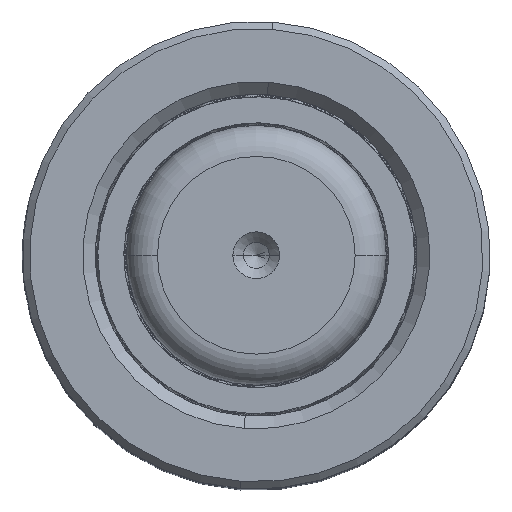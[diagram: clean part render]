
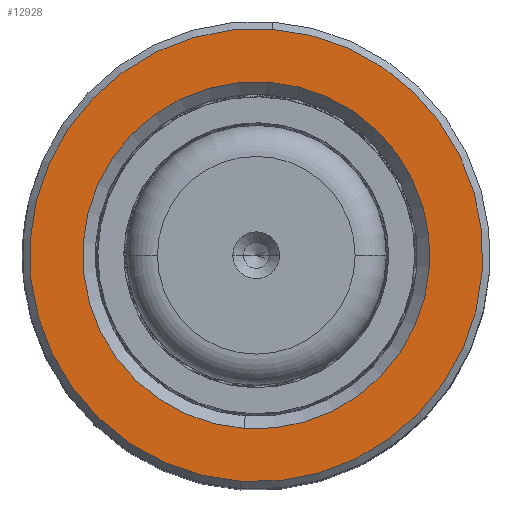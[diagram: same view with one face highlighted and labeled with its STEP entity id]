
A CAD part, top view. The second image highlights one B-rep face of the part: STEP entity #12928.
In plain terms, the highlighted planar face has unit normal (0, 0, 1).
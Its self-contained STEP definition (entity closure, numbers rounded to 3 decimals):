
#1914 = ORIENTED_EDGE ( 'NONE', *, *, #27273, .T. ) ;
#3252 = AXIS2_PLACEMENT_3D ( 'NONE', #42993, #24099, #8515 ) ;
#5249 = CARTESIAN_POINT ( 'NONE',  ( 0., 0., 80. ) ) ;
#5475 = CARTESIAN_POINT ( 'NONE',  ( 16.7, 0., 80. ) ) ;
#6095 = VERTEX_POINT ( 'NONE', #13552 ) ;
#7887 = CIRCLE ( 'NONE', #48131, 21.8 ) ;
#8047 = VERTEX_POINT ( 'NONE', #23773 ) ;
#8515 = DIRECTION ( 'NONE',  ( 1., 0., 0. ) ) ;
#9258 = CARTESIAN_POINT ( 'NONE',  ( 0., 0., 80. ) ) ;
#10936 = VERTEX_POINT ( 'NONE', #18987 ) ;
#12928 = ADVANCED_FACE ( 'NONE', ( #19692, #38664 ), #32093, .T. ) ;
#13552 = CARTESIAN_POINT ( 'NONE',  ( -16.7, 0., 80. ) ) ;
#14050 = CIRCLE ( 'NONE', #31939, 16.7 ) ;
#16341 = ORIENTED_EDGE ( 'NONE', *, *, #31674, .T. ) ;
#17354 = DIRECTION ( 'NONE',  ( 0., 0., 1. ) ) ;
#18987 = CARTESIAN_POINT ( 'NONE',  ( 21.8, 0., 80. ) ) ;
#19692 = FACE_OUTER_BOUND ( 'NONE', #38498, .T. ) ;
#21041 = DIRECTION ( 'NONE',  ( 0., 0., 1. ) ) ;
#21735 = VERTEX_POINT ( 'NONE', #5475 ) ;
#22541 = CARTESIAN_POINT ( 'NONE',  ( 0., 0., 80. ) ) ;
#23773 = CARTESIAN_POINT ( 'NONE',  ( -21.8, 0., 80. ) ) ;
#24099 = DIRECTION ( 'NONE',  ( 0., 0., -1. ) ) ;
#24546 = DIRECTION ( 'NONE',  ( 1., 0., 0. ) ) ;
#25148 = EDGE_CURVE ( 'NONE', #6095, #21735, #14050, .T. ) ;
#25635 = EDGE_LOOP ( 'NONE', ( #16341, #40061 ) ) ;
#27036 = CIRCLE ( 'NONE', #42241, 21.8 ) ;
#27273 = EDGE_CURVE ( 'NONE', #10936, #8047, #27036, .T. ) ;
#28345 = DIRECTION ( 'NONE',  ( 0., 0., -1. ) ) ;
#30038 = DIRECTION ( 'NONE',  ( 1., 0., 0. ) ) ;
#31674 = EDGE_CURVE ( 'NONE', #21735, #6095, #40547, .T. ) ;
#31939 = AXIS2_PLACEMENT_3D ( 'NONE', #9258, #28345, #24546 ) ;
#32093 = PLANE ( 'NONE',  #39422 ) ;
#33477 = EDGE_CURVE ( 'NONE', #8047, #10936, #7887, .T. ) ;
#38498 = EDGE_LOOP ( 'NONE', ( #45741, #1914 ) ) ;
#38664 = FACE_BOUND ( 'NONE', #25635, .T. ) ;
#39422 = AXIS2_PLACEMENT_3D ( 'NONE', #39881, #17354, #47564 ) ;
#39881 = CARTESIAN_POINT ( 'NONE',  ( 0., 0., 80. ) ) ;
#40061 = ORIENTED_EDGE ( 'NONE', *, *, #25148, .T. ) ;
#40547 = CIRCLE ( 'NONE', #3252, 16.7 ) ;
#42241 = AXIS2_PLACEMENT_3D ( 'NONE', #5249, #21041, #47602 ) ;
#42993 = CARTESIAN_POINT ( 'NONE',  ( 0., 0., 80. ) ) ;
#44948 = DIRECTION ( 'NONE',  ( 0., 0., 1. ) ) ;
#45741 = ORIENTED_EDGE ( 'NONE', *, *, #33477, .T. ) ;
#47564 = DIRECTION ( 'NONE',  ( 1., 0., 0. ) ) ;
#47602 = DIRECTION ( 'NONE',  ( 1., 0., 0. ) ) ;
#48131 = AXIS2_PLACEMENT_3D ( 'NONE', #22541, #44948, #30038 ) ;
